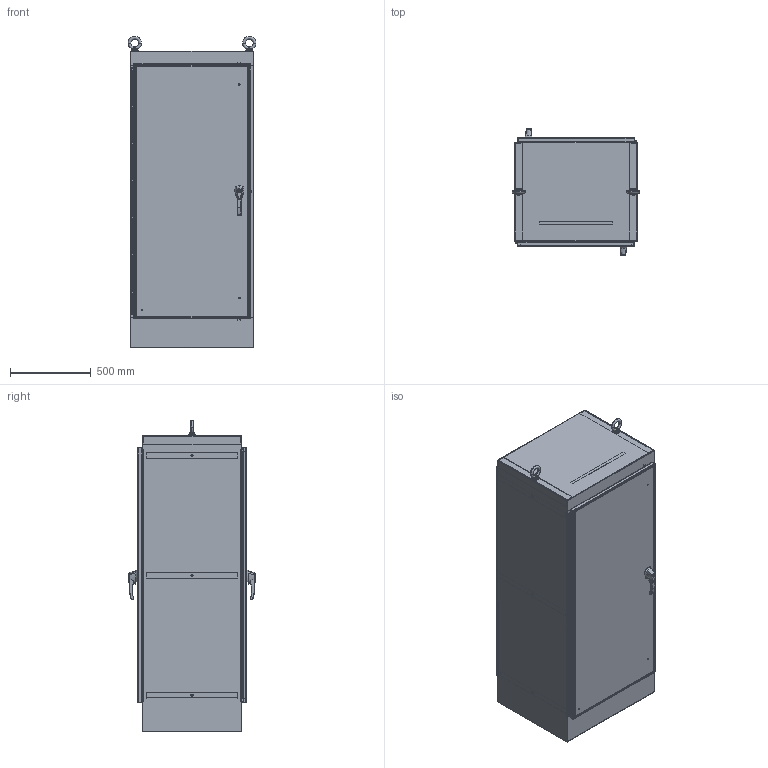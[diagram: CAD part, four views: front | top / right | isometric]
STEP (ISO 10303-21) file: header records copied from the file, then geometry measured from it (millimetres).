
FILE_DESCRIPTION (( 'STEP AP203' ), '1' );
FILE_NAME ('1418XD24_Default.step', '2019-11-03T00:39:27', ( '' ), ( '' ), 'SwSTEP 2.0', 'SolidWorks 2019', '' );
FILE_SCHEMA (( 'CONFIG_CONTROL_DESIGN' ));
Products named in the file (1): 1418XD24_Default
Bounding box: 790.41 x 778.87 x 1923.11 mm (x, y, z)
Volume: 18477453.8 mm3; surface area: 15356094.8 mm2
Topology: 83 solids, 85 shells, 3052 faces, 8110 edges, 5248 vertices
Faces by surface type: cylinder 1428, plane 1358, cone 144, bspline 106, torus 16
Entity records: 111325 total; most frequent: CARTESIAN_POINT 34209, DIRECTION 16308, ORIENTED_EDGE 16180, EDGE_CURVE 8090, AXIS2_PLACEMENT_3D 5951, VERTEX_POINT 5248, VECTOR 4406, LINE 4406
